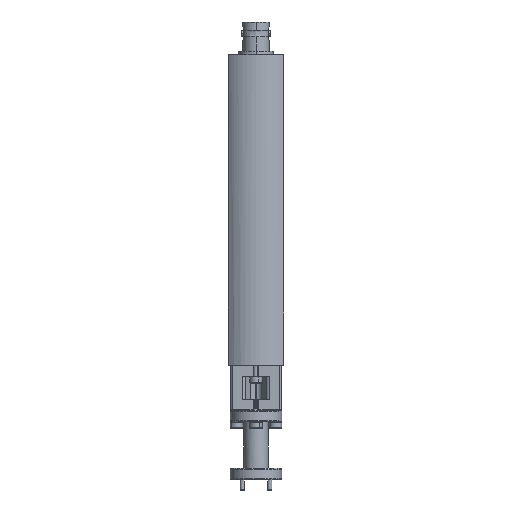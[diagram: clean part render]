
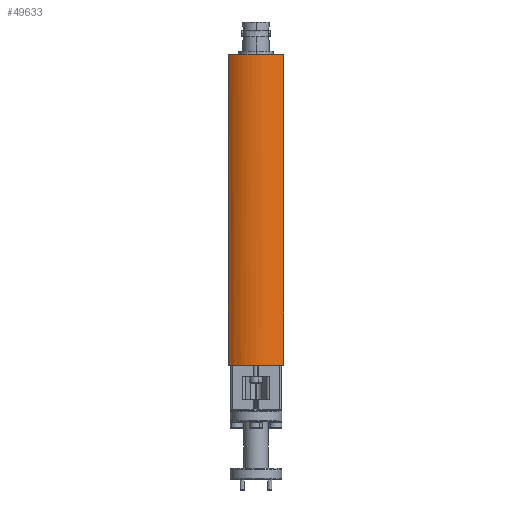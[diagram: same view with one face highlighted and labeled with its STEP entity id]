
A CAD part, front view. The second image highlights one B-rep face of the part: STEP entity #49633.
In plain terms, the highlighted cylindrical face has radius 15.24 mm (diameter 30.48 mm), a partial arc.
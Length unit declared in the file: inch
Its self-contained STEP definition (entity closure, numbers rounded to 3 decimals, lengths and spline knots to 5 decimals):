
#302 = VERTEX_POINT ( 'NONE', #31453 ) ;
#389 = CARTESIAN_POINT ( 'NONE',  ( -0.4, -0.44721, 4.39333 ) ) ;
#979 = CARTESIAN_POINT ( 'NONE',  ( 0.4, -0.44721, 0. ) ) ;
#2888 = CARTESIAN_POINT ( 'NONE',  ( -0.4, -0.44721, 4.5 ) ) ;
#2980 = CARTESIAN_POINT ( 'NONE',  ( -0.4, -0.44721, 4.5 ) ) ;
#3113 = CARTESIAN_POINT ( 'NONE',  ( -0.4, -0.44721, 0. ) ) ;
#3434 = CARTESIAN_POINT ( 'NONE',  ( -0.4, -0.44721, 4.28667 ) ) ;
#4359 = CARTESIAN_POINT ( 'NONE',  ( 0.14592, -0.58654, 0. ) ) ;
#5461 = CARTESIAN_POINT ( 'NONE',  ( 0.4, -0.44721, 3. ) ) ;
#8522 = CARTESIAN_POINT ( 'NONE',  ( 0.28226, -0.53447, 0. ) ) ;
#9129 = CARTESIAN_POINT ( 'NONE',  ( 0.34561, -0.49586, 0. ) ) ;
#11706 = ORIENTED_EDGE ( 'NONE', *, *, #38501, .T. ) ;
#11897 = B_SPLINE_CURVE_WITH_KNOTS ( 'NONE', 3,
 ( #38373, #29429, #58870, #14709 ),
 .UNSPECIFIED., .F., .F.,
 ( 4, 4 ),
 ( 0., 1. ),
 .UNSPECIFIED. ) ;
#13350 = CARTESIAN_POINT ( 'NONE',  ( -0.28226, -0.53447, 0. ) ) ;
#13520 = CARTESIAN_POINT ( 'NONE',  ( -0.34561, -0.49586, 4.5 ) ) ;
#14709 = CARTESIAN_POINT ( 'NONE',  ( -0.4, -0.44721, 0. ) ) ;
#17356 = EDGE_LOOP ( 'NONE', ( #11706, #52252, #59552, #41297, #33140 ) ) ;
#17681 = CARTESIAN_POINT ( 'NONE',  ( 0.34561, -0.49586, 4.5 ) ) ;
#17811 = CARTESIAN_POINT ( 'NONE',  ( -0.07297, -0.6, 0. ) ) ;
#18379 = VERTEX_POINT ( 'NONE', #39836 ) ;
#19900 = FACE_OUTER_BOUND ( 'NONE', #17356, .T. ) ;
#20479 = CARTESIAN_POINT ( 'NONE',  ( 0.4, -0.44721, 1.5 ) ) ;
#22099 = VERTEX_POINT ( 'NONE', #48493 ) ;
#22280 = B_SPLINE_CURVE_WITH_KNOTS ( 'NONE', 3,
 ( #979, #20479, #5461, #24974 ),
 .UNSPECIFIED., .F., .F.,
 ( 4, 4 ),
 ( 0., 1. ),
 .UNSPECIFIED. ) ;
#23565 = EDGE_CURVE ( 'NONE', #22099, #302, #22280, .T. ) ;
#23873 = CARTESIAN_POINT ( 'NONE',  ( 0.4, -0.44721, 0. ) ) ;
#24974 = CARTESIAN_POINT ( 'NONE',  ( 0.4, -0.44721, 4.5 ) ) ;
#27212 = VERTEX_POINT ( 'NONE', #2888 ) ;
#28245 = CARTESIAN_POINT ( 'NONE',  ( 0.07297, -0.6, 4.5 ) ) ;
#29429 = CARTESIAN_POINT ( 'NONE',  ( -0.4, -0.44721, 2.78667 ) ) ;
#31453 = CARTESIAN_POINT ( 'NONE',  ( 0.4, -0.44721, 4.5 ) ) ;
#32858 = CARTESIAN_POINT ( 'NONE',  ( 0.07297, -0.6, 0. ) ) ;
#33140 = ORIENTED_EDGE ( 'NONE', *, *, #23565, .T. ) ;
#36300 = VERTEX_POINT ( 'NONE', #41157 ) ;
#37300 = CARTESIAN_POINT ( 'NONE',  ( -0.14592, -0.58654, 0. ) ) ;
#37934 = B_SPLINE_CURVE_WITH_KNOTS ( 'NONE', 3,
 ( #3113, #47285, #13350, #37300, #17811, #32858, #4359, #8522, #9129, #23873 ),
 .UNSPECIFIED., .F., .F.,
 ( 4, 2, 2, 2, 4 ),
 ( 0., 0.25, 0.5, 0.75, 1. ),
 .UNSPECIFIED. ) ;
#38130 = DIRECTION ( 'NONE',  ( 0., 1., 0. ) ) ;
#38373 = CARTESIAN_POINT ( 'NONE',  ( -0.4, -0.44721, 4.18 ) ) ;
#38501 = EDGE_CURVE ( 'NONE', #302, #27212, #41141, .T. ) ;
#38996 = EDGE_CURVE ( 'NONE', #18379, #22099, #37934, .T. ) ;
#39836 = CARTESIAN_POINT ( 'NONE',  ( -0.4, -0.44721, 0. ) ) ;
#41141 = B_SPLINE_CURVE_WITH_KNOTS ( 'NONE', 3,
 ( #60309, #17681, #62201, #61881, #28245, #51948, #47778, #52263, #13520, #2980 ),
 .UNSPECIFIED., .F., .F.,
 ( 4, 2, 2, 2, 4 ),
 ( 0., 0.25, 0.5, 0.75, 1. ),
 .UNSPECIFIED. ) ;
#41157 = CARTESIAN_POINT ( 'NONE',  ( -0.4, -0.44721, 4.18 ) ) ;
#41297 = ORIENTED_EDGE ( 'NONE', *, *, #38996, .T. ) ;
#44203 = CARTESIAN_POINT ( 'NONE',  ( -0.4, -0.44721, 4.5 ) ) ;
#47285 = CARTESIAN_POINT ( 'NONE',  ( -0.34561, -0.49586, 0. ) ) ;
#47778 = CARTESIAN_POINT ( 'NONE',  ( -0.14592, -0.58654, 4.5 ) ) ;
#47784 = DIRECTION ( 'NONE',  ( 0., 0., -1. ) ) ;
#48493 = CARTESIAN_POINT ( 'NONE',  ( 0.4, -0.44721, 0. ) ) ;
#49633 = ADVANCED_FACE ( 'NONE', ( #19900 ), #52865, .T. ) ;
#50897 = EDGE_CURVE ( 'NONE', #36300, #18379, #11897, .T. ) ;
#51761 = CARTESIAN_POINT ( 'NONE',  ( -0.4, -0.44721, 4.18 ) ) ;
#51948 = CARTESIAN_POINT ( 'NONE',  ( -0.07297, -0.6, 4.5 ) ) ;
#52252 = ORIENTED_EDGE ( 'NONE', *, *, #55010, .T. ) ;
#52263 = CARTESIAN_POINT ( 'NONE',  ( -0.28226, -0.53447, 4.5 ) ) ;
#52865 = CYLINDRICAL_SURFACE ( 'NONE', #56263, 0.6 ) ;
#55010 = EDGE_CURVE ( 'NONE', #27212, #36300, #57889, .T. ) ;
#56263 = AXIS2_PLACEMENT_3D ( 'NONE', #62537, #47784, #38130 ) ;
#57889 = B_SPLINE_CURVE_WITH_KNOTS ( 'NONE', 3,
 ( #44203, #389, #3434, #51761 ),
 .UNSPECIFIED., .F., .F.,
 ( 4, 4 ),
 ( 0., 1. ),
 .UNSPECIFIED. ) ;
#58870 = CARTESIAN_POINT ( 'NONE',  ( -0.4, -0.44721, 1.39333 ) ) ;
#59552 = ORIENTED_EDGE ( 'NONE', *, *, #50897, .T. ) ;
#60309 = CARTESIAN_POINT ( 'NONE',  ( 0.4, -0.44721, 4.5 ) ) ;
#61881 = CARTESIAN_POINT ( 'NONE',  ( 0.14592, -0.58654, 4.5 ) ) ;
#62201 = CARTESIAN_POINT ( 'NONE',  ( 0.28226, -0.53447, 4.5 ) ) ;
#62537 = CARTESIAN_POINT ( 'NONE',  ( 0., 0., 0.878 ) ) ;
